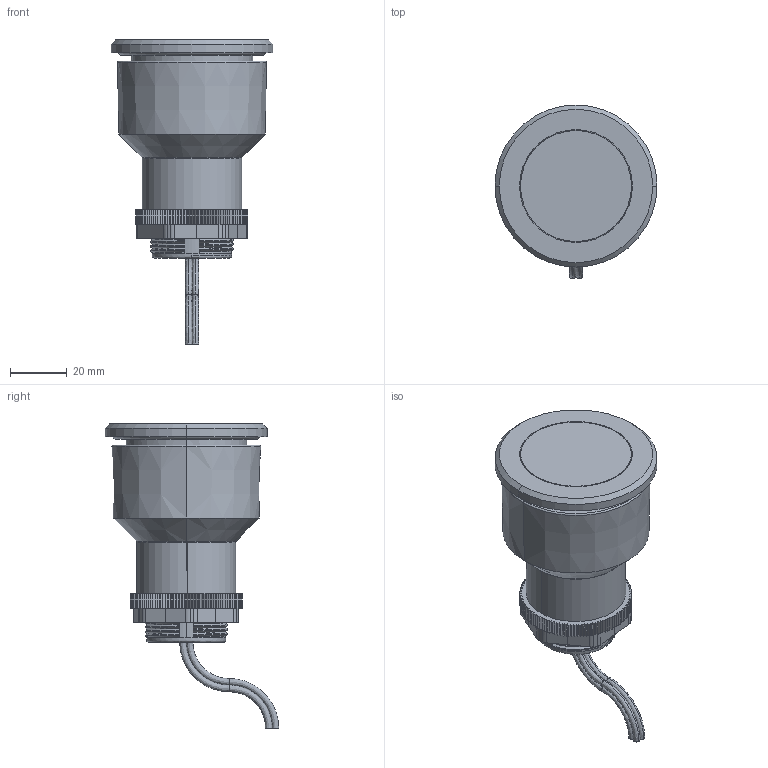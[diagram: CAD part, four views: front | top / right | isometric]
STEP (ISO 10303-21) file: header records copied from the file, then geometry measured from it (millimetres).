
FILE_DESCRIPTION (( 'STEP AP214' ), '1' );
FILE_NAME ('R-3W-DC-KB_3D.STEP', '2020-04-28T15:17:02', ( '' ), ( '' ), 'SwSTEP 2.0', 'SolidWorks 2019', '' );
FILE_SCHEMA (( 'AUTOMOTIVE_DESIGN' ));
Length unit declared in the file: inch
Products named in the file (9): R-3W-BZL_ORING; R-3W-DC-KB_3D; R-3W_NUT; R-3W-UNIT; R-3W-SEAL; R-3W-BZL_SLEEVE; R-3W-BZL_FLANGE; R-3W-SLEEVE; R-3W-BZL
Assembly tree (8 placements, depth 3):
  R-3W-DC-KB_3D
    R-3W-UNIT
    R-3W-SEAL
    R-3W-SLEEVE
    R-3W_NUT
    R-3W-BZL
      R-3W-BZL_FLANGE
      R-3W-BZL_ORING
      R-3W-BZL_SLEEVE
Bounding box: 57.15 x 61.19 x 107.28 mm (x, y, z)
Volume: 108816.8 mm3; surface area: 54834.5 mm2
Topology: 11 solids, 11 shells, 880 faces, 2448 edges, 1591 vertices
Faces by surface type: bspline 401, plane 380, cylinder 47, cone 30, torus 22
Entity records: 68468 total; most frequent: CARTESIAN_POINT 38566, ORIENTED_EDGE 4892, EDGE_CURVE 2446, DIRECTION 2377, VERTEX_POINT 1591, B_SPLINE_CURVE_WITH_KNOTS 1226, LINE 1035, VECTOR 1035
